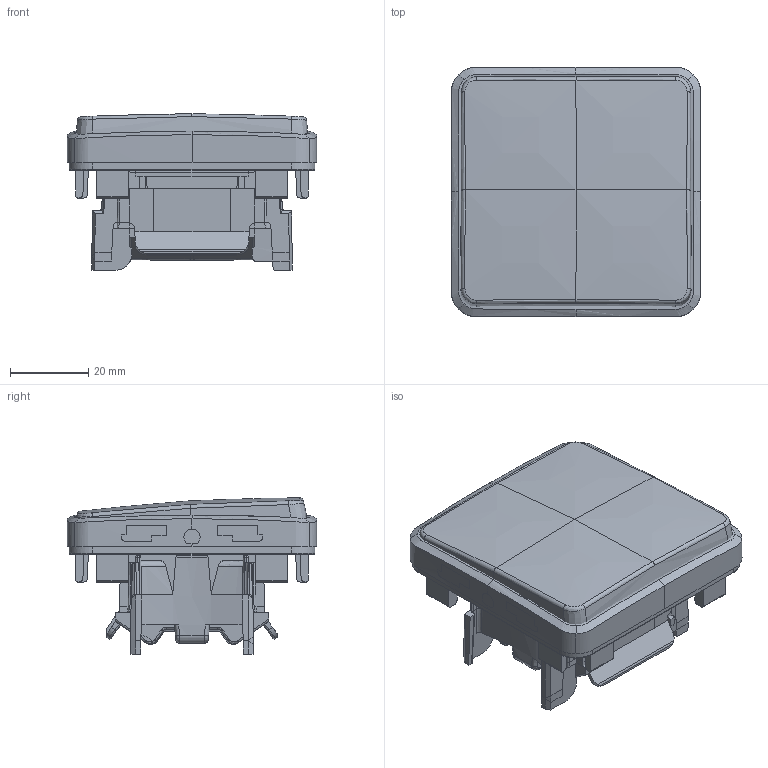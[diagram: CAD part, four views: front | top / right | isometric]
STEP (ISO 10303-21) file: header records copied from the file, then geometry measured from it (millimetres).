
FILE_DESCRIPTION(('CATIA V5 STEP Exchange','CAx-IF Rec.Pracs.--- Model Styling and Organization---1.5--- 2016-08-15','CAx-IF Rec.Pracs.---Supplemental Geometry---1.0---2011-11-01','CAx-IF Rec.Pracs.--- Composite Materials ---1.1---2010-07-15'),'2;1');
FILE_NAME('069511_AllCATPart.stp','2021-11-18T12:52:09+00:00',('none'),('none'),'CATIA Version 5-6 Release 2020 SP3','CATIA V5 STEP AP214 v2','none');
FILE_SCHEMA(('AUTOMOTIVE_DESIGN { 1 0 10303 214 1 1 1 1 }'));
Products named in the file (1): 069511_AllCATPart
Bounding box: 64 x 64 x 40.1 mm (x, y, z)
Surface area: 31119.7 mm2 (no closed solid volume)
Topology: 0 solids, 20 shells, 752 faces, 2457 edges, 1673 vertices
Faces by surface type: plane 325, bspline 247, cylinder 130, cone 28, torus 22
Entity records: 41258 total; most frequent: CARTESIAN_POINT 24328, ORIENTED_EDGE 4435, EDGE_CURVE 2449, VERTEX_POINT 1669, DIRECTION 1662, B_SPLINE_CURVE_WITH_KNOTS 1465, VECTOR 845, LINE 845
